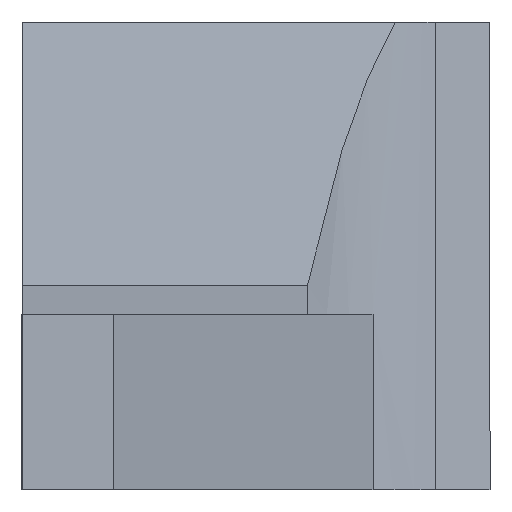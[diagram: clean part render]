
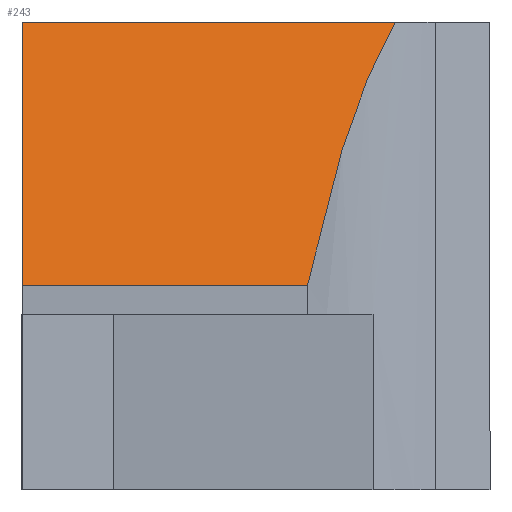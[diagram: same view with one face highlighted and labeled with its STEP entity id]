
A CAD part, left-side view. The second image highlights one B-rep face of the part: STEP entity #243.
In plain terms, the highlighted planar face has unit normal (-0.966, 0, 0.259).
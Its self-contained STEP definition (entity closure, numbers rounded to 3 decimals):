
#14 = LINE ( 'NONE', #672, #1362 ) ;
#32 = CARTESIAN_POINT ( 'NONE',  ( -95., 3.12, -0.5 ) ) ;
#56 = CARTESIAN_POINT ( 'NONE',  ( -95., 135.089, -0.5 ) ) ;
#79 = DIRECTION ( 'NONE',  ( -0.966, 0., 0.259 ) ) ;
#98 = EDGE_CURVE ( 'NONE', #426, #762, #1136, .T. ) ;
#156 = EDGE_CURVE ( 'NONE', #426, #913, #1158, .T. ) ;
#240 = VECTOR ( 'NONE', #387, 1000. ) ;
#243 = ADVANCED_FACE ( 'NONE', ( #625 ), #1073, .T. ) ;
#347 = CARTESIAN_POINT ( 'NONE',  ( -95., 135.089, -0.5 ) ) ;
#387 = DIRECTION ( 'NONE',  ( 0.259, 0., 0.966 ) ) ;
#414 = CARTESIAN_POINT ( 'NONE',  ( -94.073, 2.213, 2.959 ) ) ;
#426 = VERTEX_POINT ( 'NONE', #1432 ) ;
#469 = EDGE_LOOP ( 'NONE', ( #1320, #665, #1354, #528 ) ) ;
#474 = CARTESIAN_POINT ( 'NONE',  ( -93.794, 1.622, 4. ) ) ;
#528 = ORIENTED_EDGE ( 'NONE', *, *, #156, .F. ) ;
#606 = CARTESIAN_POINT ( 'NONE',  ( -94.483, 2.722, 1.431 ) ) ;
#625 = FACE_OUTER_BOUND ( 'NONE', #469, .T. ) ;
#665 = ORIENTED_EDGE ( 'NONE', *, *, #866, .T. ) ;
#672 = CARTESIAN_POINT ( 'NONE',  ( -93.794, 135.089, 4. ) ) ;
#707 = DIRECTION ( 'NONE',  ( -0.259, 0., -0.966 ) ) ;
#758 = VERTEX_POINT ( 'NONE', #474 ) ;
#762 = VERTEX_POINT ( 'NONE', #32 ) ;
#821 = EDGE_CURVE ( 'NONE', #913, #758, #14, .T. ) ;
#866 = EDGE_CURVE ( 'NONE', #762, #758, #1107, .T. ) ;
#913 = VERTEX_POINT ( 'NONE', #1433 ) ;
#918 = DIRECTION ( 'NONE',  ( 0., -1., 0. ) ) ;
#952 = VECTOR ( 'NONE', #918, 1000. ) ;
#1064 = CARTESIAN_POINT ( 'NONE',  ( -89.511, 8., 19.984 ) ) ;
#1073 = PLANE ( 'NONE',  #1209 ) ;
#1107 =( BOUNDED_CURVE ( )  B_SPLINE_CURVE ( 3, ( #1165, #606, #414, #1160 ),
 .UNSPECIFIED., .F., .F. ) 
 B_SPLINE_CURVE_WITH_KNOTS ( ( 4, 4 ),
 ( 2.227, 2.7 ),
 .UNSPECIFIED. ) 
 CURVE ( )  GEOMETRIC_REPRESENTATION_ITEM ( )  RATIONAL_B_SPLINE_CURVE ( ( 1., 0.981, 0.981, 1. ) ) 
 REPRESENTATION_ITEM ( '' )  );
#1120 = DIRECTION ( 'NONE',  ( 0., -1., 0. ) ) ;
#1136 = LINE ( 'NONE', #347, #952 ) ;
#1158 = LINE ( 'NONE', #1064, #240 ) ;
#1160 = CARTESIAN_POINT ( 'NONE',  ( -93.794, 1.622, 4. ) ) ;
#1165 = CARTESIAN_POINT ( 'NONE',  ( -95., 3.12, -0.5 ) ) ;
#1209 = AXIS2_PLACEMENT_3D ( 'NONE', #56, #79, #707 ) ;
#1320 = ORIENTED_EDGE ( 'NONE', *, *, #98, .T. ) ;
#1354 = ORIENTED_EDGE ( 'NONE', *, *, #821, .F. ) ;
#1362 = VECTOR ( 'NONE', #1120, 1000. ) ;
#1432 = CARTESIAN_POINT ( 'NONE',  ( -95., 8., -0.5 ) ) ;
#1433 = CARTESIAN_POINT ( 'NONE',  ( -93.794, 8., 4. ) ) ;
